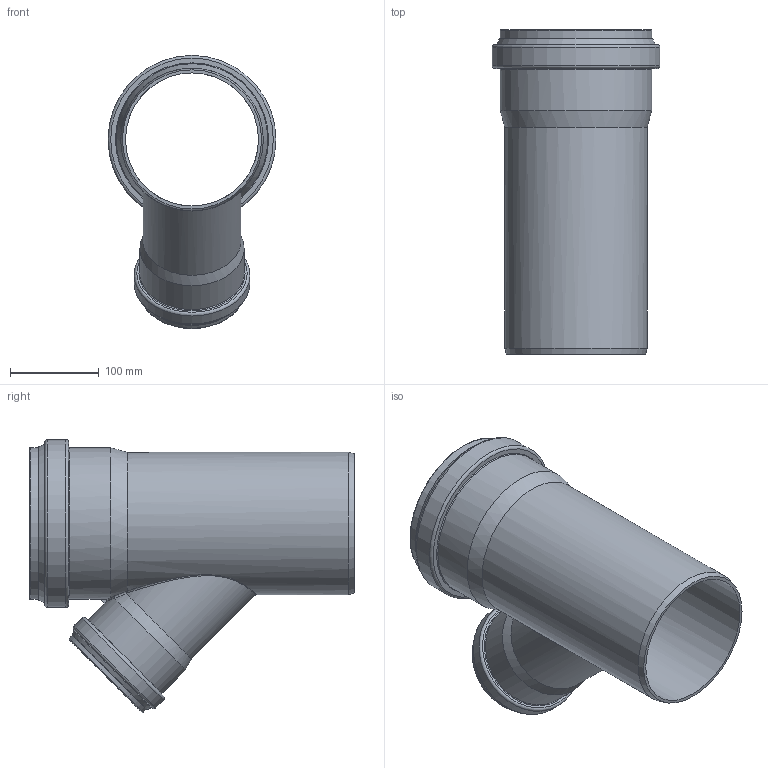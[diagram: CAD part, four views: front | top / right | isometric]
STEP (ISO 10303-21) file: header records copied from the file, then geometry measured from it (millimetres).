
FILE_DESCRIPTION(/* description */ (''),/* implementation_level */ '2;1');
FILE_NAME(/* name */ '772350 KG2000EA Abzweig DN_OD 160_110_45°.stp',/* time_stamp */ '2017-01-30T13:35:49+01:00',/* author */ ('user1'),/* organization */ (''),/* preprocessor_version */ 'ST-DEVELOPER v16.1',/* originating_system */ 'Autodesk Inventor 2016',/* authorisation */ '');
FILE_SCHEMA (('AUTOMOTIVE_DESIGN { 1 0 10303 214 3 1 1 }'));
Length unit declared in the file: millimetre
Products named in the file (1): 772350 KG2000EA Abzweig DN_OD 160_110_45°
Bounding box: 188.8 x 365 x 306.99 mm (x, y, z)
Volume: 1092192.3 mm3; surface area: 466378.3 mm2
Topology: 1 solids, 1 shells, 82 faces, 182 edges, 109 vertices
Faces by surface type: torus 28, cylinder 18, cone 15, plane 14, bspline 7
Full cylindrical faces by diameter (mm): 102.439 x1, 110.6 x1, 110.9 x2, 117.2 x1, 117.5 x1, 123.4 x1, 130 x1, 149.54 x1, 160.1 x1, 160.7 x1, 161 x2, 170.1 x1, 170.4 x1, 179.4 x1, 188.8 x1
Entity records: 2680 total; most frequent: CARTESIAN_POINT 1167, DIRECTION 304, ORIENTED_EDGE 230, EDGE_LOOP 151, AXIS2_PLACEMENT_3D 149, EDGE_CURVE 115, VERTEX_POINT 100, FACE_OUTER_BOUND 82
